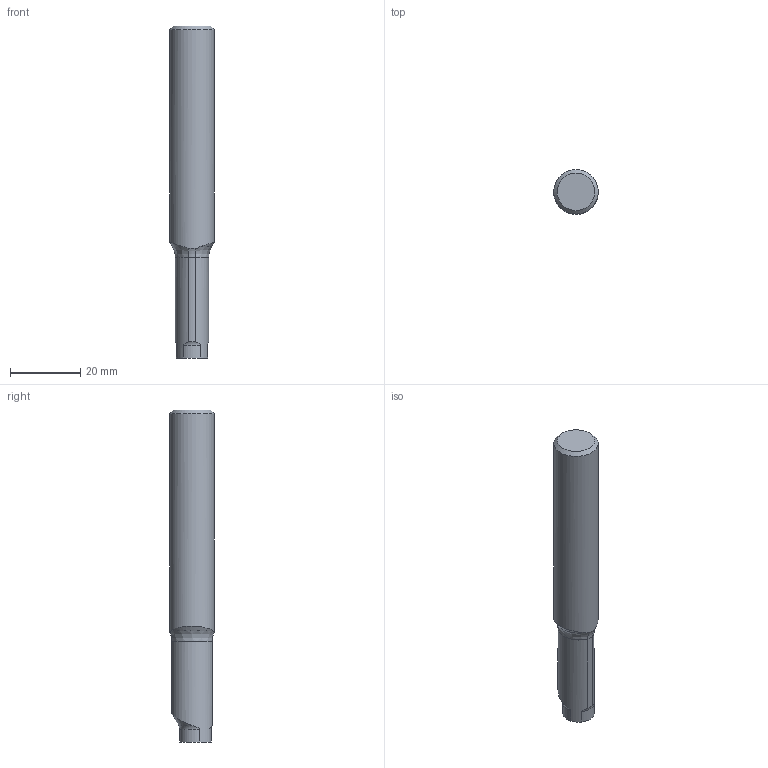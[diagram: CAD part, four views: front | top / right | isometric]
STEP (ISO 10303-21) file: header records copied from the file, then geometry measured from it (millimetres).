
FILE_DESCRIPTION(/* description */ (''),/* implementation_level */ '2;1');
FILE_NAME(/* name */ '1589947964665.stp',/* time_stamp */ '2020-05-20T09:43:01+05:00',/* author */ (''),/* organization */ ('SMS'),/* preprocessor_version */ 'ST-DEVELOPER v16.7',/* originating_system */ 'SIEMENS PLM Software NX 12.0',/* authorisation */ '');
FILE_SCHEMA (('AUTOMOTIVE_DESIGN { 1 0 10303 214 3 1 1 1 }'));
Length unit declared in the file: millimetre
Products named in the file (1): 202737638mod000_00
Bounding box: 12.7 x 12.7 x 94.7 mm (x, y, z)
Volume: 10526.8 mm3; surface area: 3710 mm2
Topology: 1 solids, 1 shells, 21 faces, 57 edges, 41 vertices
Faces by surface type: cylinder 7, bspline 7, plane 3, torus 2, cone 2
Full cylindrical faces by diameter (mm): 12.7 x1
Entity records: 1181 total; most frequent: CARTESIAN_POINT 678, ORIENTED_EDGE 108, DIRECTION 74, EDGE_CURVE 54, VERTEX_POINT 37, AXIS2_PLACEMENT_3D 33, B_SPLINE_CURVE_WITH_KNOTS 25, EDGE_LOOP 23
